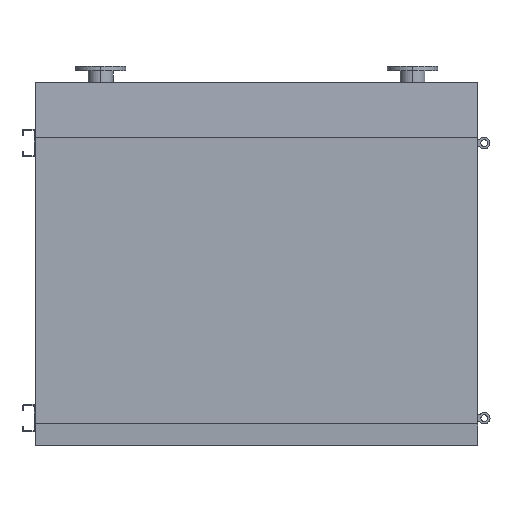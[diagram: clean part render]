
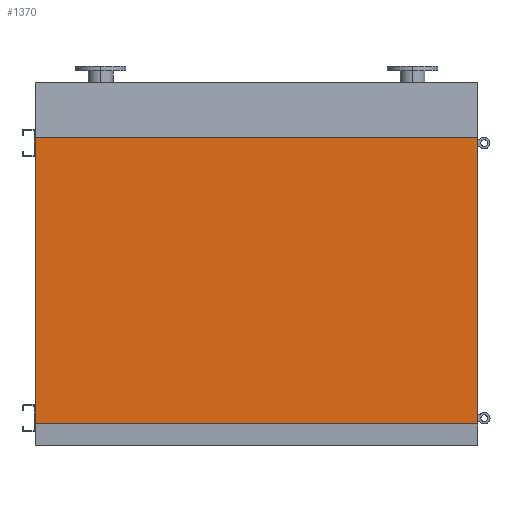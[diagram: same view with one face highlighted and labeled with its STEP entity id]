
A CAD part, front view. The second image highlights one B-rep face of the part: STEP entity #1370.
In plain terms, the highlighted planar face has unit normal (0, -1, 0).
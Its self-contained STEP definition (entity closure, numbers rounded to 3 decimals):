
#488 = DIRECTION ( 'NONE',  ( 0., 0., -1. ) ) ;
#533 = VERTEX_POINT ( 'NONE', #5732 ) ;
#597 = VERTEX_POINT ( 'NONE', #3784 ) ;
#646 = ORIENTED_EDGE ( 'NONE', *, *, #5463, .F. ) ;
#860 = AXIS2_PLACEMENT_3D ( 'NONE', #5661, #4008, #488 ) ;
#1358 = ORIENTED_EDGE ( 'NONE', *, *, #4981, .T. ) ;
#1370 = ADVANCED_FACE ( 'NONE', ( #3289 ), #3364, .T. ) ;
#1411 = DIRECTION ( 'NONE',  ( 0., 0., 1. ) ) ;
#1476 = VERTEX_POINT ( 'NONE', #2183 ) ;
#1566 = ORIENTED_EDGE ( 'NONE', *, *, #2808, .F. ) ;
#1835 = DIRECTION ( 'NONE',  ( 1., 0., 0. ) ) ;
#1847 = CARTESIAN_POINT ( 'NONE',  ( -965., 0., 0. ) ) ;
#1867 = CARTESIAN_POINT ( 'NONE',  ( -965., 0., -1250. ) ) ;
#1904 = CARTESIAN_POINT ( 'NONE',  ( -965., 0., -1250. ) ) ;
#1947 = VECTOR ( 'NONE', #6019, 1000. ) ;
#1997 = LINE ( 'NONE', #4350, #4751 ) ;
#2183 = CARTESIAN_POINT ( 'NONE',  ( -965., 0., -1250. ) ) ;
#2757 = LINE ( 'NONE', #5980, #1947 ) ;
#2808 = EDGE_CURVE ( 'NONE', #1476, #6184, #5251, .T. ) ;
#2901 = ORIENTED_EDGE ( 'NONE', *, *, #4099, .T. ) ;
#2943 = LINE ( 'NONE', #1904, #4868 ) ;
#3289 = FACE_OUTER_BOUND ( 'NONE', #4180, .T. ) ;
#3364 = PLANE ( 'NONE',  #860 ) ;
#3601 = DIRECTION ( 'NONE',  ( 0., 0., 1. ) ) ;
#3784 = CARTESIAN_POINT ( 'NONE',  ( 965., 0., -1250. ) ) ;
#4008 = DIRECTION ( 'NONE',  ( 0., -1., 0. ) ) ;
#4021 = VECTOR ( 'NONE', #3601, 1000. ) ;
#4099 = EDGE_CURVE ( 'NONE', #1476, #597, #2943, .T. ) ;
#4180 = EDGE_LOOP ( 'NONE', ( #646, #1566, #2901, #1358 ) ) ;
#4350 = CARTESIAN_POINT ( 'NONE',  ( 965., 0., -1250. ) ) ;
#4751 = VECTOR ( 'NONE', #1411, 1000. ) ;
#4868 = VECTOR ( 'NONE', #1835, 1000. ) ;
#4981 = EDGE_CURVE ( 'NONE', #597, #533, #1997, .T. ) ;
#5251 = LINE ( 'NONE', #1867, #4021 ) ;
#5463 = EDGE_CURVE ( 'NONE', #6184, #533, #2757, .T. ) ;
#5661 = CARTESIAN_POINT ( 'NONE',  ( -965., 0., -1250. ) ) ;
#5732 = CARTESIAN_POINT ( 'NONE',  ( 965., 0., 0. ) ) ;
#5980 = CARTESIAN_POINT ( 'NONE',  ( -965., 0., 0. ) ) ;
#6019 = DIRECTION ( 'NONE',  ( 1., 0., 0. ) ) ;
#6184 = VERTEX_POINT ( 'NONE', #1847 ) ;
